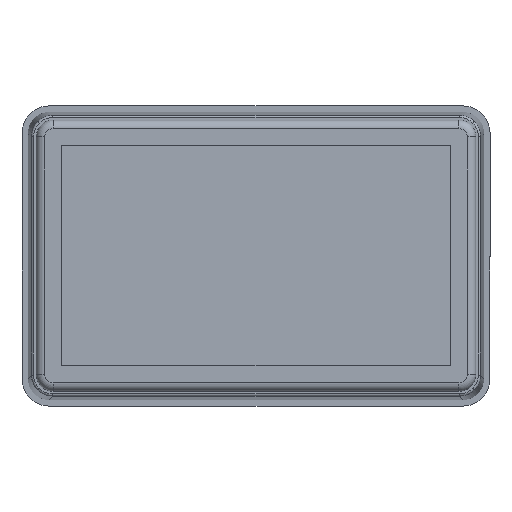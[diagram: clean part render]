
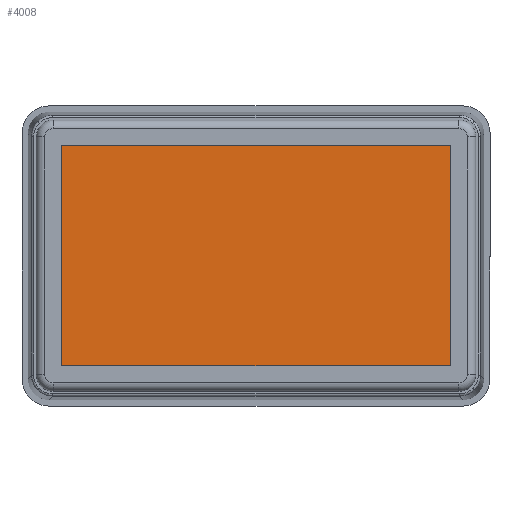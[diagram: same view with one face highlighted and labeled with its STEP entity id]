
A CAD part, top view. The second image highlights one B-rep face of the part: STEP entity #4008.
In plain terms, the highlighted planar face has unit normal (0, 0, 1).
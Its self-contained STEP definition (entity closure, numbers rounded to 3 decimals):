
#35 = LINE ( 'NONE', #7653, #4165 ) ;
#114 = LINE ( 'NONE', #7732, #9225 ) ;
#137 = VERTEX_POINT ( 'NONE', #1389 ) ;
#757 = ORIENTED_EDGE ( 'NONE', *, *, #7634, .T. ) ;
#823 = VECTOR ( 'NONE', #9016, 1000. ) ;
#1265 = CARTESIAN_POINT ( 'NONE',  ( -46.2, 26.2, 38.5 ) ) ;
#1389 = CARTESIAN_POINT ( 'NONE',  ( -46.2, 26.2, 38.5 ) ) ;
#1744 = EDGE_LOOP ( 'NONE', ( #3829, #757, #5950, #2174 ) ) ;
#1765 = VERTEX_POINT ( 'NONE', #3668 ) ;
#1915 = VECTOR ( 'NONE', #4251, 1000. ) ;
#2063 = LINE ( 'NONE', #1265, #1915 ) ;
#2174 = ORIENTED_EDGE ( 'NONE', *, *, #8963, .T. ) ;
#2435 = AXIS2_PLACEMENT_3D ( 'NONE', #9572, #8878, #2960 ) ;
#2960 = DIRECTION ( 'NONE',  ( 1., 0., 0. ) ) ;
#3074 = VERTEX_POINT ( 'NONE', #9770 ) ;
#3604 = FACE_OUTER_BOUND ( 'NONE', #1744, .T. ) ;
#3668 = CARTESIAN_POINT ( 'NONE',  ( 46.2, -26.2, 38.5 ) ) ;
#3694 = CARTESIAN_POINT ( 'NONE',  ( -46.2, 26.2, 38.5 ) ) ;
#3829 = ORIENTED_EDGE ( 'NONE', *, *, #9484, .T. ) ;
#4008 = ADVANCED_FACE ( 'NONE', ( #3604 ), #8778, .T. ) ;
#4165 = VECTOR ( 'NONE', #6826, 1000. ) ;
#4251 = DIRECTION ( 'NONE',  ( -1., 0., 0. ) ) ;
#5225 = CARTESIAN_POINT ( 'NONE',  ( -46.2, -26.2, 38.5 ) ) ;
#5535 = VERTEX_POINT ( 'NONE', #5225 ) ;
#5950 = ORIENTED_EDGE ( 'NONE', *, *, #8093, .T. ) ;
#6826 = DIRECTION ( 'NONE',  ( 1., 0., 0. ) ) ;
#6905 = DIRECTION ( 'NONE',  ( 0., 1., 0. ) ) ;
#7634 = EDGE_CURVE ( 'NONE', #3074, #137, #2063, .T. ) ;
#7653 = CARTESIAN_POINT ( 'NONE',  ( -46.2, -26.2, 38.5 ) ) ;
#7732 = CARTESIAN_POINT ( 'NONE',  ( 46.2, 26.2, 38.5 ) ) ;
#8093 = EDGE_CURVE ( 'NONE', #137, #5535, #8132, .T. ) ;
#8132 = LINE ( 'NONE', #3694, #823 ) ;
#8778 = PLANE ( 'NONE',  #2435 ) ;
#8878 = DIRECTION ( 'NONE',  ( 0., 0., 1. ) ) ;
#8963 = EDGE_CURVE ( 'NONE', #5535, #1765, #35, .T. ) ;
#9016 = DIRECTION ( 'NONE',  ( 0., -1., 0. ) ) ;
#9225 = VECTOR ( 'NONE', #6905, 1000. ) ;
#9484 = EDGE_CURVE ( 'NONE', #1765, #3074, #114, .T. ) ;
#9572 = CARTESIAN_POINT ( 'NONE',  ( 0., 0., 38.5 ) ) ;
#9770 = CARTESIAN_POINT ( 'NONE',  ( 46.2, 26.2, 38.5 ) ) ;
